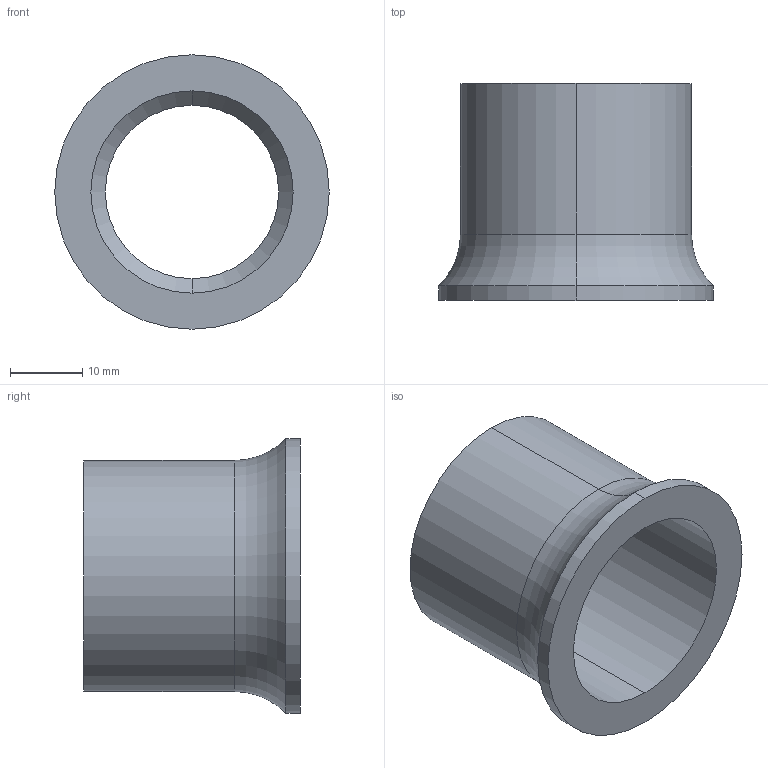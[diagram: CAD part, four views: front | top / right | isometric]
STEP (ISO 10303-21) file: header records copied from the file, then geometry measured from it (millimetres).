
FILE_DESCRIPTION (( 'STEP AP214' ), '1' );
FILE_NAME ('luftdata_box_sensor_pipe.STEP', '2019-05-09T17:26:32', ( '' ), ( '' ), 'SwSTEP 2.0', 'SolidWorks 2018', '' );
FILE_SCHEMA (( 'AUTOMOTIVE_DESIGN' ));
Length unit declared in the file: millimetre
Products named in the file (1): luftdata_box_sensor_pipe
Bounding box: 38 x 30 x 38 mm (x, y, z)
Volume: 7513.7 mm3; surface area: 6725.5 mm2
Topology: 1 solids, 1 shells, 17 faces, 34 edges, 20 vertices
Faces by surface type: cylinder 10, plane 3, torus 2, cone 2
Entity records: 484 total; most frequent: DIRECTION 92, CARTESIAN_POINT 72, ORIENTED_EDGE 68, AXIS2_PLACEMENT_3D 40, EDGE_CURVE 34, CIRCLE 22, EDGE_LOOP 20, VERTEX_POINT 20
